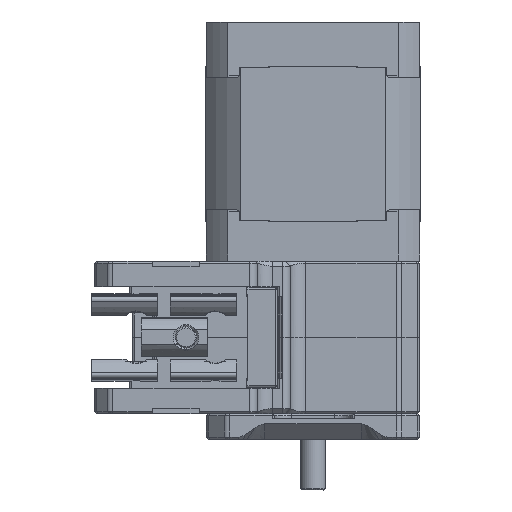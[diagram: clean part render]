
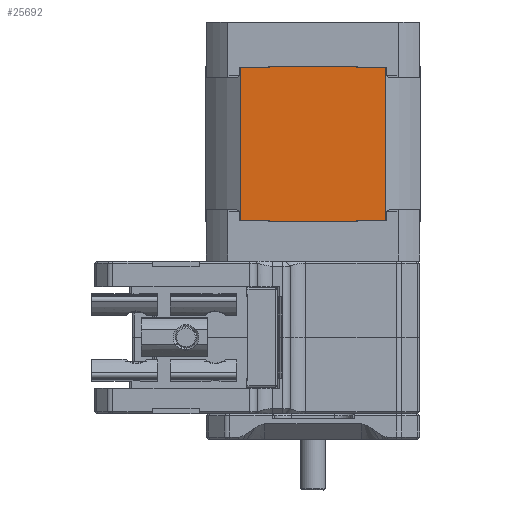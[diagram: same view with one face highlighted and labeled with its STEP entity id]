
A CAD part, left-side view. The second image highlights one B-rep face of the part: STEP entity #25692.
In plain terms, the highlighted planar face has unit normal (-1, 0, 0).
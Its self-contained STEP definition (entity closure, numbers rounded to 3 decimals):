
#2003=PLANE('',#28311);
#3268=FACE_OUTER_BOUND('',#4821,.T.);
#4821=EDGE_LOOP('',(#22422,#22423,#22424,#22425,#22426,#22427,#22428,#22429,
#22430,#22431,#22432,#22433));
#6753=LINE('',#44668,#8982);
#6756=LINE('',#44679,#8985);
#6758=LINE('',#44688,#8987);
#6760=LINE('',#44692,#8989);
#6762=LINE('',#44695,#8991);
#6961=LINE('',#45369,#9190);
#6963=LINE('',#45376,#9192);
#6964=LINE('',#45378,#9193);
#6965=LINE('',#45380,#9194);
#6966=LINE('',#45382,#9195);
#6967=LINE('',#45384,#9196);
#6968=LINE('',#45385,#9197);
#8982=VECTOR('',#34064,30.2);
#8985=VECTOR('',#34073,0.1);
#8987=VECTOR('',#34081,0.1);
#8989=VECTOR('',#34087,5.724);
#8991=VECTOR('',#34091,5.724);
#9190=VECTOR('',#34746,17.012);
#9192=VECTOR('',#34754,0.1);
#9193=VECTOR('',#34755,5.724);
#9194=VECTOR('',#34756,30.2);
#9195=VECTOR('',#34757,5.724);
#9196=VECTOR('',#34758,0.1);
#9197=VECTOR('',#34759,17.012);
#12415=VERTEX_POINT('',#44665);
#12416=VERTEX_POINT('',#44667);
#12420=VERTEX_POINT('',#44676);
#12421=VERTEX_POINT('',#44678);
#12424=VERTEX_POINT('',#44685);
#12425=VERTEX_POINT('',#44687);
#12642=VERTEX_POINT('',#45367);
#12644=VERTEX_POINT('',#45375);
#12645=VERTEX_POINT('',#45377);
#12646=VERTEX_POINT('',#45379);
#12647=VERTEX_POINT('',#45381);
#12648=VERTEX_POINT('',#45383);
#15662=EDGE_CURVE('',#12416,#12415,#6753,.T.);
#15667=EDGE_CURVE('',#12421,#12420,#6756,.T.);
#15671=EDGE_CURVE('',#12425,#12424,#6758,.T.);
#15674=EDGE_CURVE('',#12415,#12425,#6760,.T.);
#15676=EDGE_CURVE('',#12420,#12416,#6762,.T.);
#15997=EDGE_CURVE('',#12424,#12642,#6961,.T.);
#16000=EDGE_CURVE('',#12642,#12644,#6963,.T.);
#16001=EDGE_CURVE('',#12645,#12644,#6964,.T.);
#16002=EDGE_CURVE('',#12646,#12645,#6965,.T.);
#16003=EDGE_CURVE('',#12647,#12646,#6966,.T.);
#16004=EDGE_CURVE('',#12647,#12648,#6967,.T.);
#16005=EDGE_CURVE('',#12648,#12421,#6968,.T.);
#22422=ORIENTED_EDGE('',*,*,#15997,.T.);
#22423=ORIENTED_EDGE('',*,*,#16000,.T.);
#22424=ORIENTED_EDGE('',*,*,#16001,.F.);
#22425=ORIENTED_EDGE('',*,*,#16002,.F.);
#22426=ORIENTED_EDGE('',*,*,#16003,.F.);
#22427=ORIENTED_EDGE('',*,*,#16004,.T.);
#22428=ORIENTED_EDGE('',*,*,#16005,.T.);
#22429=ORIENTED_EDGE('',*,*,#15667,.T.);
#22430=ORIENTED_EDGE('',*,*,#15676,.T.);
#22431=ORIENTED_EDGE('',*,*,#15662,.T.);
#22432=ORIENTED_EDGE('',*,*,#15674,.T.);
#22433=ORIENTED_EDGE('',*,*,#15671,.T.);
#25692=ADVANCED_FACE('',(#3268),#2003,.T.);
#28311=AXIS2_PLACEMENT_3D('',#45374,#34752,#34753);
#34064=DIRECTION('',(0.,0.,-1.));
#34073=DIRECTION('',(0.,0.,-1.));
#34081=DIRECTION('',(0.,0.,-1.));
#34087=DIRECTION('',(0.,-1.,0.));
#34091=DIRECTION('',(0.,1.,0.));
#34746=DIRECTION('',(0.,-1.,0.));
#34752=DIRECTION('center_axis',(-1.,0.,0.));
#34753=DIRECTION('ref_axis',(0.,0.,1.));
#34754=DIRECTION('',(0.,0.,1.));
#34755=DIRECTION('',(0.,1.,0.));
#34756=DIRECTION('',(0.,0.,-1.));
#34757=DIRECTION('',(0.,-1.,0.));
#34758=DIRECTION('',(0.,0.,1.));
#34759=DIRECTION('',(0.,1.,0.));
#44665=CARTESIAN_POINT('',(-21.1,14.23,-19.54));
#44667=CARTESIAN_POINT('',(-21.1,14.23,10.66));
#44668=CARTESIAN_POINT('',(-21.1,14.23,10.66));
#44676=CARTESIAN_POINT('',(-21.1,8.506,10.66));
#44678=CARTESIAN_POINT('',(-21.1,8.506,10.76));
#44679=CARTESIAN_POINT('',(-21.1,8.506,10.76));
#44685=CARTESIAN_POINT('',(-21.1,8.506,-19.64));
#44687=CARTESIAN_POINT('',(-21.1,8.506,-19.54));
#44688=CARTESIAN_POINT('',(-21.1,8.506,-19.54));
#44692=CARTESIAN_POINT('',(-21.1,14.23,-19.54));
#44695=CARTESIAN_POINT('',(-21.1,8.506,10.66));
#45367=CARTESIAN_POINT('',(-21.1,-8.506,-19.64));
#45369=CARTESIAN_POINT('',(-21.1,8.506,-19.64));
#45374=CARTESIAN_POINT('Origin',(-21.1,-14.231,-19.641));
#45375=CARTESIAN_POINT('',(-21.1,-8.506,-19.54));
#45376=CARTESIAN_POINT('',(-21.1,-8.506,-19.64));
#45377=CARTESIAN_POINT('',(-21.1,-14.23,-19.54));
#45378=CARTESIAN_POINT('',(-21.1,-14.23,-19.54));
#45379=CARTESIAN_POINT('',(-21.1,-14.23,10.66));
#45380=CARTESIAN_POINT('',(-21.1,-14.23,10.66));
#45381=CARTESIAN_POINT('',(-21.1,-8.506,10.66));
#45382=CARTESIAN_POINT('',(-21.1,-8.506,10.66));
#45383=CARTESIAN_POINT('',(-21.1,-8.506,10.76));
#45384=CARTESIAN_POINT('',(-21.1,-8.506,10.66));
#45385=CARTESIAN_POINT('',(-21.1,-8.506,10.76));
